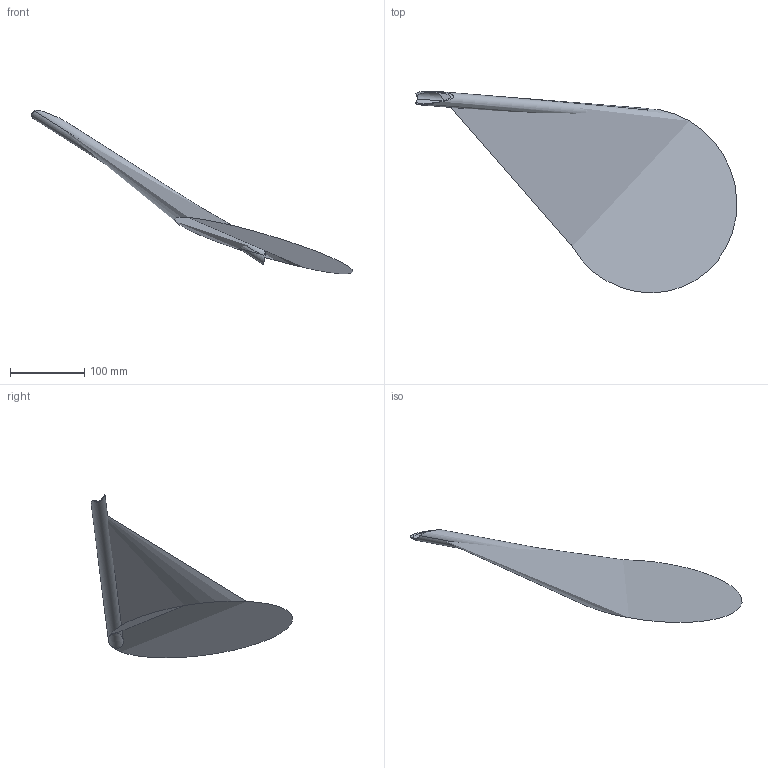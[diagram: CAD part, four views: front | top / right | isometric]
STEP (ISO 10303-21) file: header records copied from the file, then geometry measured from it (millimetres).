
FILE_DESCRIPTION(('STEP AP214'),'1');
FILE_NAME('51.stp','2018-12-20T10:43:52',(' '),(' '),'Spatial InterOp 3D',' ',' ');
FILE_SCHEMA(('AUTOMOTIVE_DESIGN { 1 0 10303 214 1 1 1 1 }'));
Length unit declared in the file: metre
Products named in the file (1): Corps principal
Bounding box: 433.97 x 272.06 x 220.93 mm (x, y, z)
Surface area: 82063.1 mm2 (no closed solid volume)
Topology: 0 solids, 1 shells, 11 faces, 42 edges, 28 vertices
Faces by surface type: cylinder 11
Entity records: 1261 total; most frequent: CARTESIAN_POINT 822, ORIENTED_EDGE 78, DIRECTION 58, EDGE_CURVE 41, VERTEX_POINT 28, AXIS2_PLACEMENT_3D 26, B_SPLINE_CURVE_WITH_KNOTS 21, STYLED_ITEM 12
